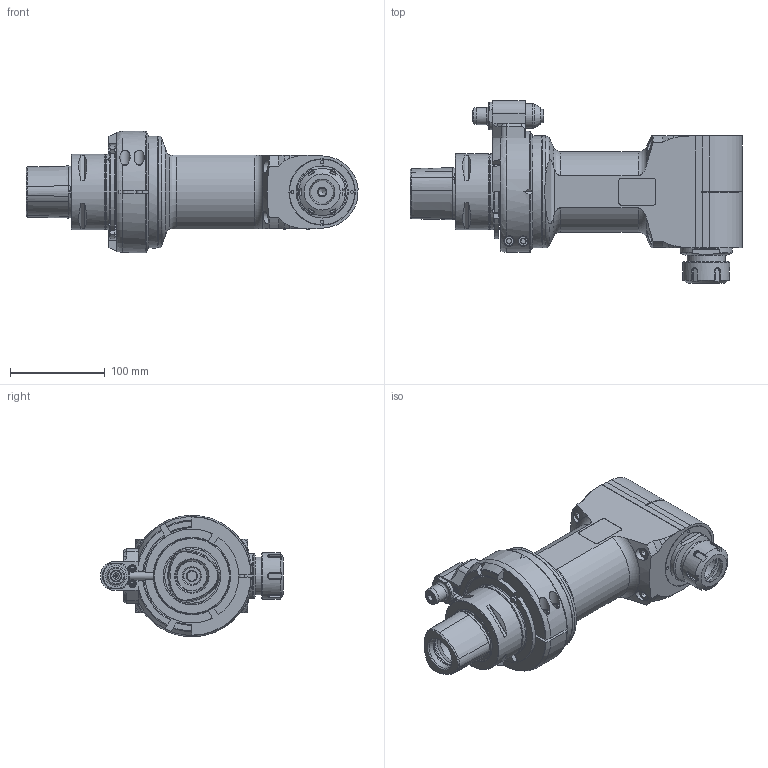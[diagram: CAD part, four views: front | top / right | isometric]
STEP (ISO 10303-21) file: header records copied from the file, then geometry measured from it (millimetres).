
FILE_DESCRIPTION(/* description */ (''),/* implementation_level */ '2;1');
FILE_NAME(/* name */ '9.F90.20L00-2C8.stp',/* time_stamp */ '2025-04-28T13:46:38-04:00',/* author */ ('jkrenzer'),/* organization */ (''),/* preprocessor_version */ 'ST-DEVELOPER v18.1',/* originating_system */ 'Autodesk Inventor 2022',/* authorisation */ '');
FILE_SCHEMA (('AUTOMOTIVE_DESIGN { 1 0 10303 214 3 1 1 }'));
Length unit declared in the file: millimetre
Products named in the file (1): 9.F90.20L00-2C8
Bounding box: 350.36 x 192.75 x 128 mm (x, y, z)
Volume: 2390889.5 mm3; surface area: 201599.7 mm2
Topology: 1 solids, 2 shells, 685 faces, 1771 edges, 1150 vertices
Faces by surface type: plane 312, cylinder 161, cone 119, bspline 48, torus 41, sphere 4
Full cylindrical faces by diameter (mm): 2.5 x3, 2.6 x2, 3 x1, 3.2 x8, 4 x2, 4.2 x2, 5 x2, 5.3 x2, 6 x2, 6.5 x3, 7 x1, 8 x2, 8.5 x1, 8.821 x1, 9.1 x2, 10 x4, 10.4 x2, 11 x2, 12 x3, 12.5 x2, 13 x4, 13.5 x4, 14 x1, 18 x3, 22.6 x1, 24 x1, 26 x1, 27 x2, 27.5 x1, 29 x1
Entity records: 38820 total; most frequent: CARTESIAN_POINT 22660, ORIENTED_EDGE 3504, DIRECTION 3194, EDGE_CURVE 1752, AXIS2_PLACEMENT_3D 1228, VERTEX_POINT 1150, EDGE_LOOP 780, LINE 738
